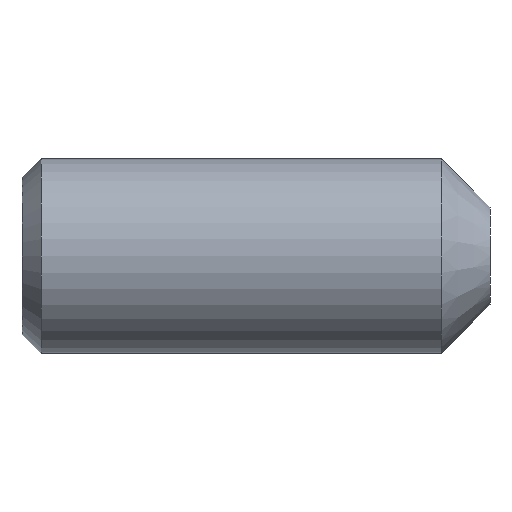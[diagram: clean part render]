
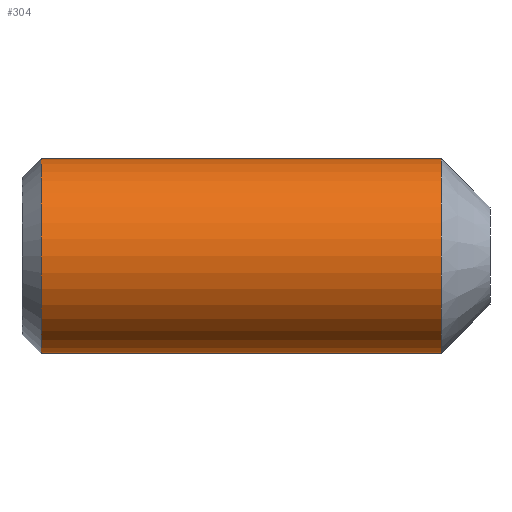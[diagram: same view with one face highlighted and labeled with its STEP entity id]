
A CAD part, front view. The second image highlights one B-rep face of the part: STEP entity #304.
In plain terms, the highlighted cylindrical face has radius 2.5 mm (diameter 5 mm), a partial arc.
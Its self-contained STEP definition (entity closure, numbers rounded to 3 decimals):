
#246=CARTESIAN_POINT('',(0.491,0.,2.5));
#247=VERTEX_POINT('',#246);
#255=CARTESIAN_POINT('',(0.491,-0.,-2.5));
#256=VERTEX_POINT('',#255);
#263=CARTESIAN_POINT('',(0.491,0.,0.));
#264=DIRECTION('',(1.,0.,0.));
#265=DIRECTION('',(0.,0.,-1.));
#266=AXIS2_PLACEMENT_3D('',#263,#264,#265);
#267=CIRCLE('',#266,2.5);
#268=EDGE_CURVE('',#247,#256,#267,.T.);
#273=CARTESIAN_POINT('',(12.,0.,0.));
#274=DIRECTION('',(1.,0.,0.));
#275=DIRECTION('',(0.,0.,-1.));
#276=AXIS2_PLACEMENT_3D('',#273,#274,#275);
#277=CYLINDRICAL_SURFACE('',#276,2.5);
#278=CARTESIAN_POINT('',(10.75,0.,2.5));
#279=VERTEX_POINT('',#278);
#280=CARTESIAN_POINT('',(10.75,0.,2.5));
#281=DIRECTION('',(-1.,-0.,0.));
#282=VECTOR('',#281,10.26);
#283=LINE('',#280,#282);
#284=EDGE_CURVE('',#279,#247,#283,.T.);
#285=ORIENTED_EDGE('',*,*,#284,.T.);
#286=ORIENTED_EDGE('',*,*,#268,.T.);
#287=CARTESIAN_POINT('',(10.75,-0.,-2.5));
#288=VERTEX_POINT('',#287);
#289=CARTESIAN_POINT('',(10.75,0.,-2.5));
#290=DIRECTION('',(-1.,-0.,0.));
#291=VECTOR('',#290,10.26);
#292=LINE('',#289,#291);
#293=EDGE_CURVE('',#288,#256,#292,.T.);
#294=ORIENTED_EDGE('',*,*,#293,.F.);
#295=CARTESIAN_POINT('',(10.75,0.,0.));
#296=DIRECTION('',(1.,0.,0.));
#297=DIRECTION('',(0.,0.,-1.));
#298=AXIS2_PLACEMENT_3D('',#295,#296,#297);
#299=CIRCLE('',#298,2.5);
#300=EDGE_CURVE('',#279,#288,#299,.T.);
#301=ORIENTED_EDGE('',*,*,#300,.F.);
#302=EDGE_LOOP('',(#285,#286,#294,#301));
#303=FACE_BOUND('',#302,.T.);
#304=ADVANCED_FACE('',(#303),#277,.T.);
